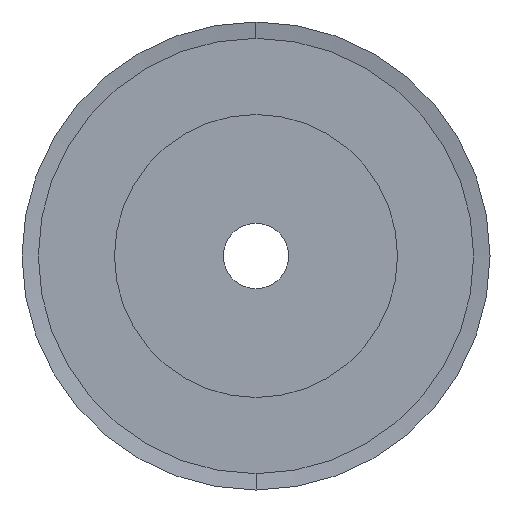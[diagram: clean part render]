
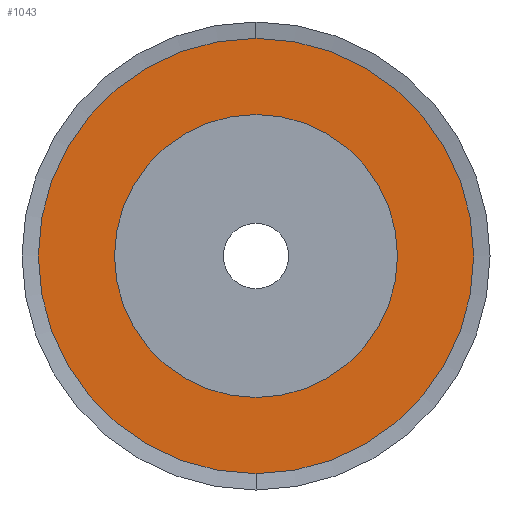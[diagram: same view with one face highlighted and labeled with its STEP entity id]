
A CAD part, left-side view. The second image highlights one B-rep face of the part: STEP entity #1043.
In plain terms, the highlighted planar face has unit normal (-1, 0, 0).
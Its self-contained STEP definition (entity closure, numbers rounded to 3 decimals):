
#1043=ADVANCED_FACE('',(#2089,#2090),#2091,.T.);
#2089=FACE_OUTER_BOUND('',#3135,.T.);
#2090=FACE_BOUND('',#3136,.T.);
#2091=PLANE('',#3137);
#3135=EDGE_LOOP('',(#6493,#6494));
#3136=EDGE_LOOP('',(#6495,#6496));
#3137=AXIS2_PLACEMENT_3D('',#6497,#6498,#6499);
#6493=ORIENTED_EDGE('',*,*,#7888,.F.);
#6494=ORIENTED_EDGE('',*,*,#6568,.F.);
#6495=ORIENTED_EDGE('',*,*,#7889,.F.);
#6496=ORIENTED_EDGE('',*,*,#6558,.F.);
#6497=CARTESIAN_POINT('',(-4.75,0.0,-16.5));
#6498=DIRECTION('',(-1.0,0.0,0.0));
#6499=DIRECTION('',(0.0,0.0,1.0));
#6558=EDGE_CURVE('',#7915,#7911,#7917,.T.);
#6568=EDGE_CURVE('',#7931,#7928,#7933,.T.);
#7888=EDGE_CURVE('',#7928,#7931,#9907,.T.);
#7889=EDGE_CURVE('',#7911,#7915,#9908,.T.);
#7911=VERTEX_POINT('',#9932);
#7915=VERTEX_POINT('',#9937);
#7917=CIRCLE('',#9940,13.0);
#7928=VERTEX_POINT('',#9953);
#7931=VERTEX_POINT('',#9957);
#7933=CIRCLE('',#9960,20.0);
#9907=CIRCLE('',#12424,20.0);
#9908=CIRCLE('',#12425,13.0);
#9932=CARTESIAN_POINT('',(-4.75,0.0,-13.0));
#9937=CARTESIAN_POINT('',(-4.75,0.,13.0));
#9940=AXIS2_PLACEMENT_3D('',#12449,#12450,#12451);
#9953=CARTESIAN_POINT('',(-4.75,0.0,-20.0));
#9957=CARTESIAN_POINT('',(-4.75,0.,20.0));
#9960=AXIS2_PLACEMENT_3D('',#12465,#12466,#12467);
#12424=AXIS2_PLACEMENT_3D('',#14443,#14444,#14445);
#12425=AXIS2_PLACEMENT_3D('',#14446,#14447,#14448);
#12449=CARTESIAN_POINT('',(-4.75,0.0,0.0));
#12450=DIRECTION('',(-1.0,0.0,0.0));
#12451=DIRECTION('',(0.0,0.0,-1.0));
#12465=CARTESIAN_POINT('',(-4.75,0.0,0.0));
#12466=DIRECTION('',(1.0,0.0,0.0));
#12467=DIRECTION('',(0.0,0.0,-1.0));
#14443=CARTESIAN_POINT('',(-4.75,0.0,0.0));
#14444=DIRECTION('',(1.0,0.0,0.0));
#14445=DIRECTION('',(0.0,0.0,-1.0));
#14446=CARTESIAN_POINT('',(-4.75,0.0,0.0));
#14447=DIRECTION('',(-1.0,0.0,0.0));
#14448=DIRECTION('',(0.0,0.0,-1.0));
